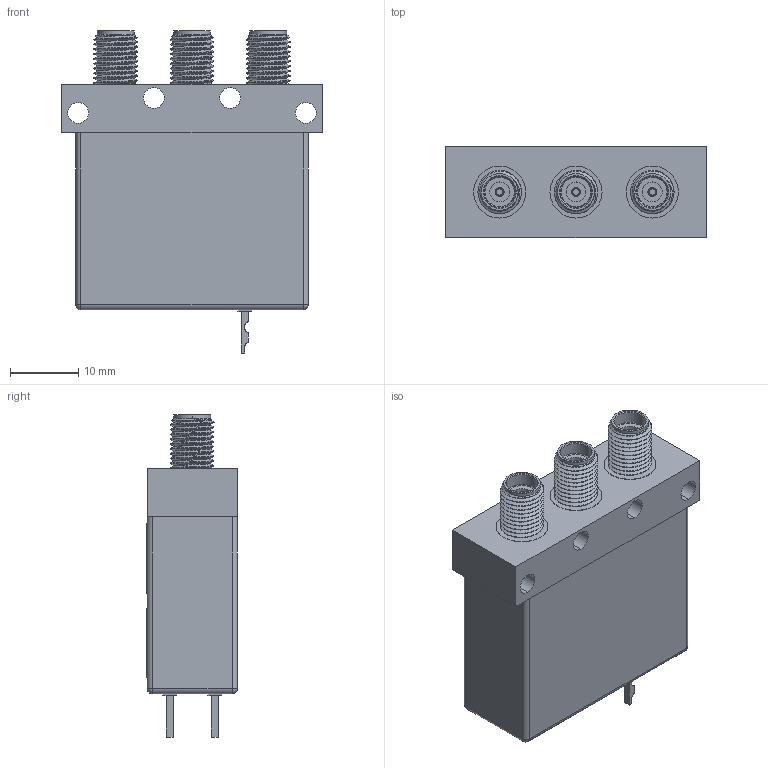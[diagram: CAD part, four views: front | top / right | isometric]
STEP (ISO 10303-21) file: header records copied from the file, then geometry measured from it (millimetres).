
FILE_DESCRIPTION (( 'STEP AP214' ), '1' );
FILE_NAME ('PE71S6443.step', '2021-02-25T20:37:34', ( '' ), ( '' ), 'SwSTEP 2.0', 'SolidWorks 2018', '' );
FILE_SCHEMA (( 'AUTOMOTIVE_DESIGN' ));
Length unit declared in the file: inch
Products named in the file (1): PE71S6443
Bounding box: 38.1 x 13.31 x 47.19 mm (x, y, z)
Volume: 15308.4 mm3; surface area: 5987 mm2
Topology: 2 solids, 2 shells, 574 faces, 1515 edges, 994 vertices
Faces by surface type: plane 314, cylinder 124, bspline 105, cone 27, sphere 4
Entity records: 25121 total; most frequent: CARTESIAN_POINT 11853, ORIENTED_EDGE 3022, DIRECTION 2255, EDGE_CURVE 1511, LINE 1011, VECTOR 1011, VERTEX_POINT 994, EDGE_LOOP 635
